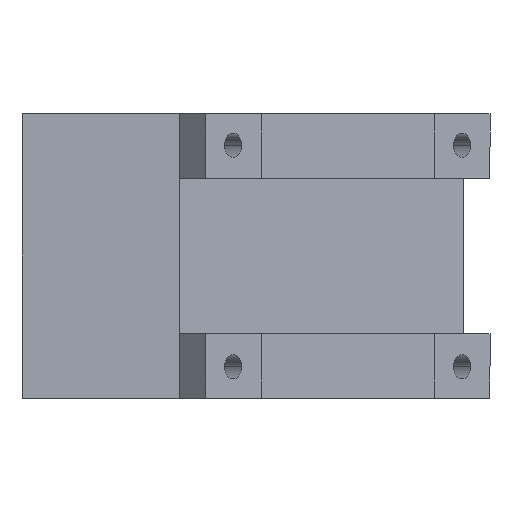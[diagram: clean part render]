
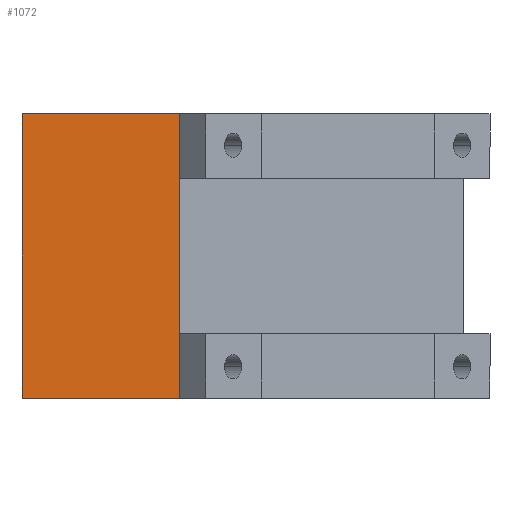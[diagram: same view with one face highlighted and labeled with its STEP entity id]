
A CAD part, left-side view. The second image highlights one B-rep face of the part: STEP entity #1072.
In plain terms, the highlighted planar face has unit normal (-1, 0, 0).
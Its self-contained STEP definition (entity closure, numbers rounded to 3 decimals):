
#63 = LINE ( 'NONE', #936, #5723 ) ;
#328 = ORIENTED_EDGE ( 'NONE', *, *, #2628, .T. ) ;
#936 = CARTESIAN_POINT ( 'NONE',  ( -30., 60., 31.9 ) ) ;
#1052 = DIRECTION ( 'NONE',  ( 0., 0., -1. ) ) ;
#1072 = ADVANCED_FACE ( 'NONE', ( #1572 ), #5107, .F. ) ;
#1092 = EDGE_LOOP ( 'NONE', ( #4396, #1846, #10080, #328 ) ) ;
#1572 = FACE_OUTER_BOUND ( 'NONE', #1092, .T. ) ;
#1606 = VERTEX_POINT ( 'NONE', #2237 ) ;
#1846 = ORIENTED_EDGE ( 'NONE', *, *, #10168, .F. ) ;
#1972 = LINE ( 'NONE', #7245, #2519 ) ;
#2177 = EDGE_CURVE ( 'NONE', #1606, #9663, #5969, .T. ) ;
#2237 = CARTESIAN_POINT ( 'NONE',  ( -30., 80., -18.1 ) ) ;
#2431 = DIRECTION ( 'NONE',  ( 0., 0., -1. ) ) ;
#2498 = LINE ( 'NONE', #9718, #4612 ) ;
#2519 = VECTOR ( 'NONE', #5098, 1000. ) ;
#2555 = CARTESIAN_POINT ( 'NONE',  ( -30., 60., 18.1 ) ) ;
#2628 = EDGE_CURVE ( 'NONE', #1606, #6839, #1972, .T. ) ;
#2652 = VERTEX_POINT ( 'NONE', #2555 ) ;
#2686 = VECTOR ( 'NONE', #4477, 1000. ) ;
#3092 = CARTESIAN_POINT ( 'NONE',  ( -30., 80., 18.1 ) ) ;
#3317 = DIRECTION ( 'NONE',  ( 0., -1., 0. ) ) ;
#4351 = CARTESIAN_POINT ( 'NONE',  ( -30., 80., -18.1 ) ) ;
#4396 = ORIENTED_EDGE ( 'NONE', *, *, #5815, .F. ) ;
#4477 = DIRECTION ( 'NONE',  ( 0., 0., 1. ) ) ;
#4612 = VECTOR ( 'NONE', #3317, 1000. ) ;
#4621 = CARTESIAN_POINT ( 'NONE',  ( -30., 80., -18.1 ) ) ;
#5010 = CARTESIAN_POINT ( 'NONE',  ( -30., 60., -18.1 ) ) ;
#5055 = DIRECTION ( 'NONE',  ( 1., 0., 0. ) ) ;
#5098 = DIRECTION ( 'NONE',  ( 0., -1., 0. ) ) ;
#5107 = PLANE ( 'NONE',  #7803 ) ;
#5723 = VECTOR ( 'NONE', #2431, 1000. ) ;
#5815 = EDGE_CURVE ( 'NONE', #2652, #6839, #63, .T. ) ;
#5969 = LINE ( 'NONE', #4621, #2686 ) ;
#6839 = VERTEX_POINT ( 'NONE', #5010 ) ;
#7245 = CARTESIAN_POINT ( 'NONE',  ( -30., 80., -18.1 ) ) ;
#7803 = AXIS2_PLACEMENT_3D ( 'NONE', #4351, #5055, #1052 ) ;
#9663 = VERTEX_POINT ( 'NONE', #3092 ) ;
#9718 = CARTESIAN_POINT ( 'NONE',  ( -30., 80., 18.1 ) ) ;
#10080 = ORIENTED_EDGE ( 'NONE', *, *, #2177, .F. ) ;
#10168 = EDGE_CURVE ( 'NONE', #9663, #2652, #2498, .T. ) ;
